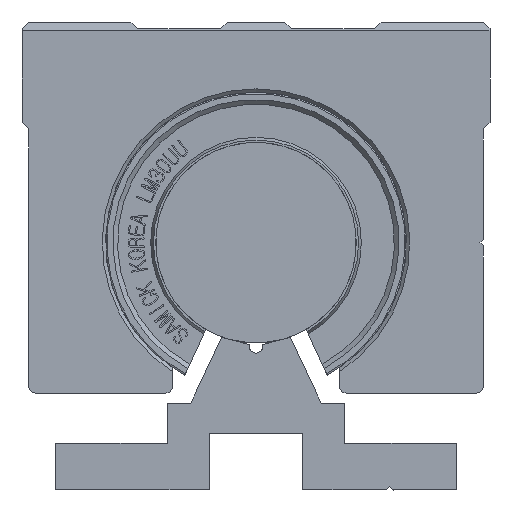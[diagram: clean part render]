
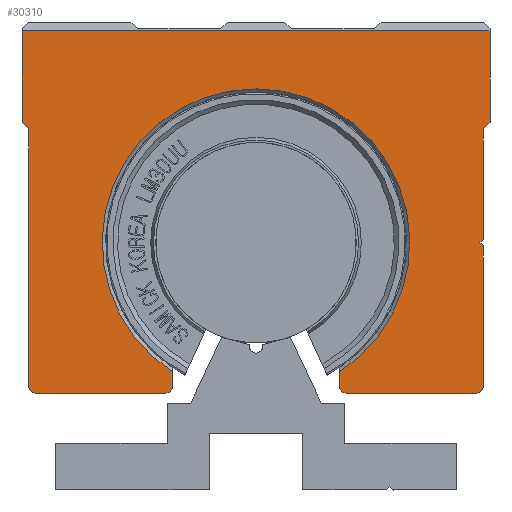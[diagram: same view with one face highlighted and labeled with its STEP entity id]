
A CAD part, front view. The second image highlights one B-rep face of the part: STEP entity #30310.
In plain terms, the highlighted face is planar.
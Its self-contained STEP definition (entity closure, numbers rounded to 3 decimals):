
#29650=CARTESIAN_POINT('',(-35.0,31.7,35.0));
#29651=VERTEX_POINT('',#29650);
#29658=CARTESIAN_POINT('',(35.0,31.7,35.0));
#29659=VERTEX_POINT('',#29658);
#29660=CARTESIAN_POINT('',(-35.0,31.7,35.0));
#29661=DIRECTION('',(1.0,0.0,0.0));
#29662=VECTOR('',#29661,70.0);
#29663=LINE('',#29660,#29662);
#29664=EDGE_CURVE('',#29651,#29659,#29663,.T.);
#29996=CARTESIAN_POINT('',(-35.0,18.,35.0));
#29997=VERTEX_POINT('',#29996);
#30004=CARTESIAN_POINT('',(-35.0,18.,35.0));
#30005=DIRECTION('',(0.0,1.0,0.0));
#30006=VECTOR('',#30005,13.7);
#30007=LINE('',#30004,#30006);
#30008=EDGE_CURVE('',#29997,#29651,#30007,.T.);
#30162=CARTESIAN_POINT('',(0.039,6.84,35.0));
#30163=DIRECTION('',(0.0,0.0,1.0));
#30164=DIRECTION('',(1.0,0.0,0.0));
#30165=AXIS2_PLACEMENT_3D('',#30162,#30163,#30164);
#30166=PLANE('',#30165);
#30167=ORIENTED_EDGE('',*,*,#29664,.F.);
#30168=ORIENTED_EDGE('',*,*,#30008,.F.);
#30169=CARTESIAN_POINT('',(-34.0,17.0,35.0));
#30170=VERTEX_POINT('',#30169);
#30171=CARTESIAN_POINT('',(-34.0,17.0,35.0));
#30172=DIRECTION('',(-0.707,0.707,0.0));
#30173=VECTOR('',#30172,1.414);
#30174=LINE('',#30171,#30173);
#30175=EDGE_CURVE('',#30170,#29997,#30174,.T.);
#30176=ORIENTED_EDGE('',*,*,#30175,.F.);
#30177=CARTESIAN_POINT('',(-34.0,-21.5,35.0));
#30178=VERTEX_POINT('',#30177);
#30179=CARTESIAN_POINT('',(-34.0,-21.5,35.0));
#30180=DIRECTION('',(0.0,1.0,0.0));
#30181=VECTOR('',#30180,38.5);
#30182=LINE('',#30179,#30181);
#30183=EDGE_CURVE('',#30178,#30170,#30182,.T.);
#30184=ORIENTED_EDGE('',*,*,#30183,.F.);
#30185=CARTESIAN_POINT('',(-33.0,-22.5,35.0));
#30186=VERTEX_POINT('',#30185);
#30187=CARTESIAN_POINT('',(-33.0,-21.5,35.0));
#30188=DIRECTION('',(0.0,0.0,-1.0));
#30189=DIRECTION('',(1.0,0.0,0.0));
#30190=AXIS2_PLACEMENT_3D('',#30187,#30188,#30189);
#30191=CIRCLE('',#30190,1.);
#30192=EDGE_CURVE('',#30186,#30178,#30191,.T.);
#30193=ORIENTED_EDGE('',*,*,#30192,.F.);
#30194=CARTESIAN_POINT('',(-13.5,-22.5,35.0));
#30195=VERTEX_POINT('',#30194);
#30196=CARTESIAN_POINT('',(-13.5,-22.5,35.0));
#30197=DIRECTION('',(-1.0,0.0,0.0));
#30198=VECTOR('',#30197,19.5);
#30199=LINE('',#30196,#30198);
#30200=EDGE_CURVE('',#30195,#30186,#30199,.T.);
#30201=ORIENTED_EDGE('',*,*,#30200,.F.);
#30202=CARTESIAN_POINT('',(-12.5,-21.5,35.0));
#30203=VERTEX_POINT('',#30202);
#30204=CARTESIAN_POINT('',(-13.5,-21.5,35.0));
#30205=DIRECTION('',(0.0,0.0,-1.0));
#30206=DIRECTION('',(0.0,1.0,0.0));
#30207=AXIS2_PLACEMENT_3D('',#30204,#30205,#30206);
#30208=CIRCLE('',#30207,1.0);
#30209=EDGE_CURVE('',#30203,#30195,#30208,.T.);
#30210=ORIENTED_EDGE('',*,*,#30209,.F.);
#30211=CARTESIAN_POINT('',(-12.5,-19.307,35.0));
#30212=VERTEX_POINT('',#30211);
#30213=CARTESIAN_POINT('',(-12.5,-19.307,35.0));
#30214=DIRECTION('',(0.,-1.0,0.0));
#30215=VECTOR('',#30214,2.193);
#30216=LINE('',#30213,#30215);
#30217=EDGE_CURVE('',#30212,#30203,#30216,.T.);
#30218=ORIENTED_EDGE('',*,*,#30217,.F.);
#30219=CARTESIAN_POINT('',(12.5,-19.307,35.0));
#30220=VERTEX_POINT('',#30219);
#30221=CARTESIAN_POINT('',(0.0,0.0,35.0));
#30222=DIRECTION('',(0.0,0.0,1.0));
#30223=DIRECTION('',(0.0,1.0,0.0));
#30224=AXIS2_PLACEMENT_3D('',#30221,#30222,#30223);
#30225=CIRCLE('',#30224,23.0);
#30226=EDGE_CURVE('',#30220,#30212,#30225,.T.);
#30227=ORIENTED_EDGE('',*,*,#30226,.F.);
#30228=CARTESIAN_POINT('',(12.5,-21.5,35.0));
#30229=VERTEX_POINT('',#30228);
#30230=CARTESIAN_POINT('',(12.5,-21.5,35.0));
#30231=DIRECTION('',(0.,1.0,0.0));
#30232=VECTOR('',#30231,2.193);
#30233=LINE('',#30230,#30232);
#30234=EDGE_CURVE('',#30229,#30220,#30233,.T.);
#30235=ORIENTED_EDGE('',*,*,#30234,.F.);
#30236=CARTESIAN_POINT('',(13.5,-22.5,35.0));
#30237=VERTEX_POINT('',#30236);
#30238=CARTESIAN_POINT('',(13.5,-21.5,35.0));
#30239=DIRECTION('',(0.0,0.0,-1.0));
#30240=DIRECTION('',(1.0,0.,0.0));
#30241=AXIS2_PLACEMENT_3D('',#30238,#30239,#30240);
#30242=CIRCLE('',#30241,1.);
#30243=EDGE_CURVE('',#30237,#30229,#30242,.T.);
#30244=ORIENTED_EDGE('',*,*,#30243,.F.);
#30245=CARTESIAN_POINT('',(33.0,-22.5,35.0));
#30246=VERTEX_POINT('',#30245);
#30247=CARTESIAN_POINT('',(33.0,-22.5,35.0));
#30248=DIRECTION('',(-1.0,0.0,0.0));
#30249=VECTOR('',#30248,19.5);
#30250=LINE('',#30247,#30249);
#30251=EDGE_CURVE('',#30246,#30237,#30250,.T.);
#30252=ORIENTED_EDGE('',*,*,#30251,.F.);
#30253=CARTESIAN_POINT('',(34.0,-21.5,35.0));
#30254=VERTEX_POINT('',#30253);
#30255=CARTESIAN_POINT('',(33.0,-21.5,35.0));
#30256=DIRECTION('',(0.0,0.0,-1.0));
#30257=DIRECTION('',(0.0,1.0,0.0));
#30258=AXIS2_PLACEMENT_3D('',#30255,#30256,#30257);
#30259=CIRCLE('',#30258,1.);
#30260=EDGE_CURVE('',#30254,#30246,#30259,.T.);
#30261=ORIENTED_EDGE('',*,*,#30260,.F.);
#30262=CARTESIAN_POINT('',(34.0,-0.5,35.0));
#30263=VERTEX_POINT('',#30262);
#30264=CARTESIAN_POINT('',(34.0,-0.5,35.0));
#30265=DIRECTION('',(0.0,-1.0,0.0));
#30266=VECTOR('',#30265,21.0);
#30267=LINE('',#30264,#30266);
#30268=EDGE_CURVE('',#30263,#30254,#30267,.T.);
#30269=ORIENTED_EDGE('',*,*,#30268,.F.);
#30270=CARTESIAN_POINT('',(33.5,0.0,35.0));
#30271=VERTEX_POINT('',#30270);
#30272=CARTESIAN_POINT('',(33.5,0.0,35.0));
#30273=DIRECTION('',(0.707,-0.707,0.0));
#30274=VECTOR('',#30273,0.707);
#30275=LINE('',#30272,#30274);
#30276=EDGE_CURVE('',#30271,#30263,#30275,.T.);
#30277=ORIENTED_EDGE('',*,*,#30276,.F.);
#30278=CARTESIAN_POINT('',(34.0,0.5,35.0));
#30279=VERTEX_POINT('',#30278);
#30280=CARTESIAN_POINT('',(34.0,0.5,35.0));
#30281=DIRECTION('',(-0.707,-0.707,0.0));
#30282=VECTOR('',#30281,0.707);
#30283=LINE('',#30280,#30282);
#30284=EDGE_CURVE('',#30279,#30271,#30283,.T.);
#30285=ORIENTED_EDGE('',*,*,#30284,.F.);
#30286=CARTESIAN_POINT('',(34.0,17.0,35.0));
#30287=VERTEX_POINT('',#30286);
#30288=CARTESIAN_POINT('',(34.0,17.0,35.0));
#30289=DIRECTION('',(0.0,-1.0,0.0));
#30290=VECTOR('',#30289,16.5);
#30291=LINE('',#30288,#30290);
#30292=EDGE_CURVE('',#30287,#30279,#30291,.T.);
#30293=ORIENTED_EDGE('',*,*,#30292,.F.);
#30294=CARTESIAN_POINT('',(35.0,18.,35.0));
#30295=VERTEX_POINT('',#30294);
#30296=CARTESIAN_POINT('',(35.0,18.,35.0));
#30297=DIRECTION('',(-0.707,-0.707,0.0));
#30298=VECTOR('',#30297,1.414);
#30299=LINE('',#30296,#30298);
#30300=EDGE_CURVE('',#30295,#30287,#30299,.T.);
#30301=ORIENTED_EDGE('',*,*,#30300,.F.);
#30302=CARTESIAN_POINT('',(35.0,31.7,35.0));
#30303=DIRECTION('',(0.0,-1.0,0.0));
#30304=VECTOR('',#30303,13.7);
#30305=LINE('',#30302,#30304);
#30306=EDGE_CURVE('',#29659,#30295,#30305,.T.);
#30307=ORIENTED_EDGE('',*,*,#30306,.F.);
#30308=EDGE_LOOP('',(#30167,#30168,#30176,#30184,#30193,#30201,#30210,#30218,#30227,#30235,#30244,#30252,#30261,#30269,#30277,#30285,#30293,#30301,#30307));
#30309=FACE_OUTER_BOUND('',#30308,.T.);
#30310=ADVANCED_FACE('',(#30309),#30166,.T.);
